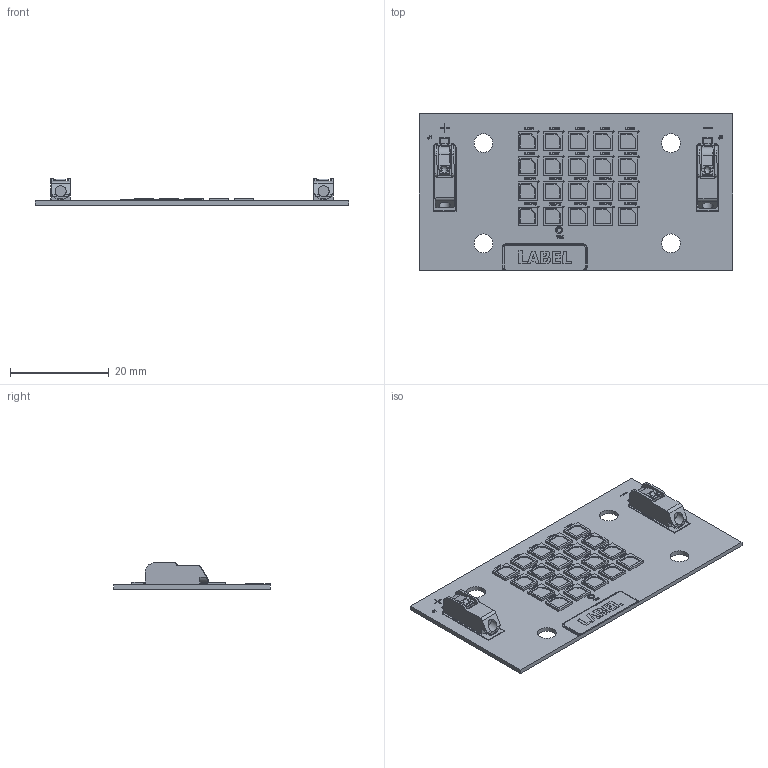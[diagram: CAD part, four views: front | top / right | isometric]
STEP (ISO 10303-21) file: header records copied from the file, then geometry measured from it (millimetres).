
FILE_DESCRIPTION(/* description */ (''),/* implementation_level */ '2;1');
FILE_NAME(/* name */ 'N2100-1276-03_JD.stp',/* time_stamp */ '2015-11-30T15:33:31-06:00',/* author */ ('jon.dalsanto'),/* organization */ (''),/* preprocessor_version */ 'ST-DEVELOPER v16.1',/* originating_system */ 'Autodesk Inventor 2016',/* authorisation */ '');
FILE_SCHEMA (('AUTOMOTIVE_DESIGN { 1 0 10303 214 3 1 1 }'));
Products named in the file (5): N2100-1276-03_Outline; LABEL; NICHIA_NFSW757DT-V1; 2060-451_998-404; N2100-1276-03_JD
Assembly tree (24 placements, depth 2):
  N2100-1276-03_JD
    N2100-1276-03_Outline
    LABEL
    NICHIA_NFSW757DT-V1  x20
    2060-451_998-404  x2
Bounding box: 63.5 x 31.75 x 5.4 mm (x, y, z)
Volume: 2210 mm3; surface area: 5864.9 mm2
Topology: 24 solids, 24 shells, 1993 faces, 5174 edges, 3448 vertices
Faces by surface type: plane 1474, bspline 414, cylinder 103, sphere 2
Full cylindrical faces by diameter (mm): 0.254 x20, 0.94 x1, 1.356 x1, 1.432 x1, 2.25 x2, 3.81 x4
Entity records: 50682 total; most frequent: CARTESIAN_POINT 13701, ORIENTED_EDGE 8026, DIRECTION 5634, EDGE_CURVE 4013, LINE 3022, VECTOR 3022, VERTEX_POINT 2693, EDGE_LOOP 1748
